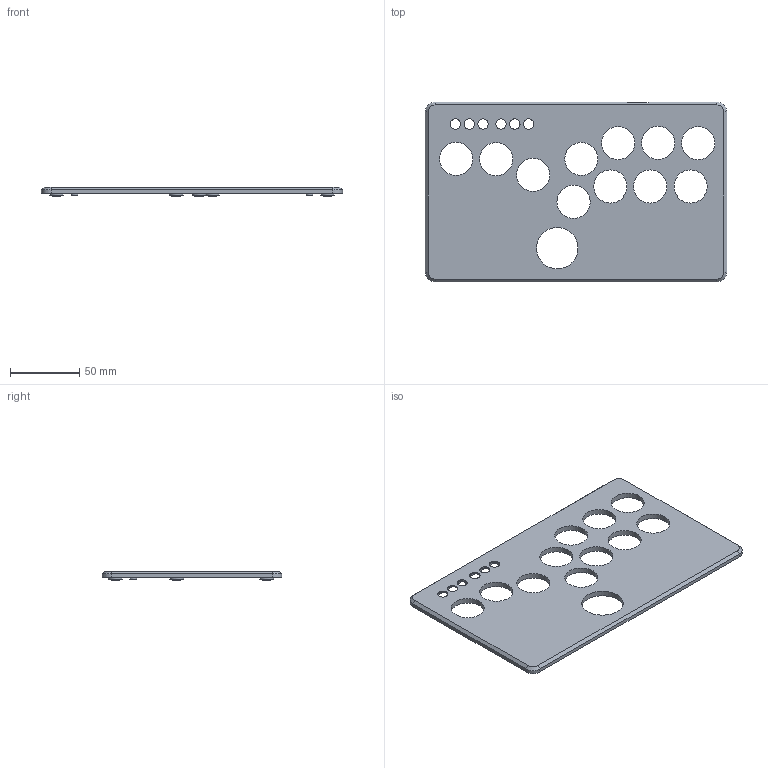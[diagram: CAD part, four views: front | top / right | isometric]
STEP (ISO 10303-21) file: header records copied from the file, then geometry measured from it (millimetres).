
FILE_DESCRIPTION(/* description */ (''),/* implementation_level */ '2;1');
FILE_NAME(/* name */ 'Flatbox-rev4.1-CNC-Top.step',/* time_stamp */ '2025-03-26T20:05:39+01:00',/* author */ (''),/* organization */ (''),/* preprocessor_version */ 'ST-DEVELOPER v20.1',/* originating_system */ 'Autodesk Translation Framework v14.4.0.0',/* authorisation */ '');
FILE_SCHEMA (('AUTOMOTIVE_DESIGN { 1 0 10303 214 3 1 1 }'));
Length unit declared in the file: millimetre
Products named in the file (1): Flatbox-rev4.1-CNC
Bounding box: 218 x 130 x 7.2 mm (x, y, z)
Volume: 87750.3 mm3; surface area: 53021.4 mm2
Topology: 1 solids, 1 shells, 172 faces, 403 edges, 264 vertices
Faces by surface type: cylinder 85, plane 81, cone 4, bspline 2
Full cylindrical faces by diameter (mm): 1.6 x5, 2.5 x4, 5 x5, 6 x7, 7.5 x6, 10 x7, 24 x11, 30 x1
Entity records: 5073 total; most frequent: DIRECTION 921, CARTESIAN_POINT 856, ORIENTED_EDGE 806, EDGE_CURVE 403, AXIS2_PLACEMENT_3D 347, VERTEX_POINT 264, EDGE_LOOP 239, LINE 227
